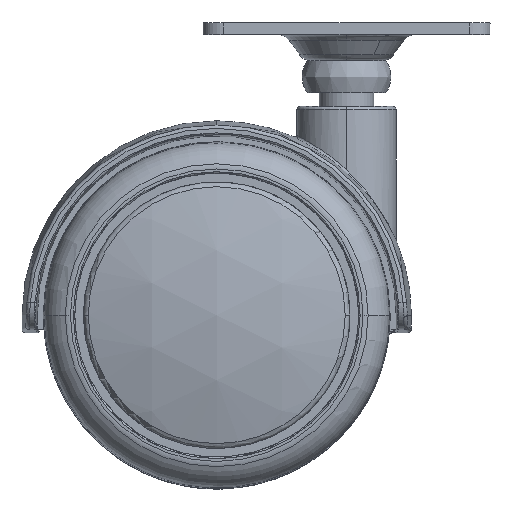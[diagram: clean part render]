
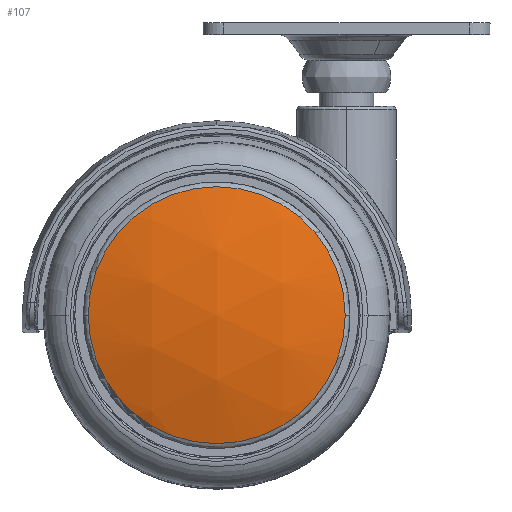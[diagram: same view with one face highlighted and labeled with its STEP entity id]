
A CAD part, top view. The second image highlights one B-rep face of the part: STEP entity #107.
In plain terms, the highlighted spherical face has radius 61.546 mm.
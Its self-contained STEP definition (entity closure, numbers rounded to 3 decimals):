
#107=ADVANCED_FACE('',(#310),#311,.T.);
#310=FACE_OUTER_BOUND('',#666,.T.);
#311=SPHERICAL_SURFACE('',#667,61.546);
#666=EDGE_LOOP('',(#2730,#2731));
#667=AXIS2_PLACEMENT_3D('',#2732,#2733,#2734);
#2730=ORIENTED_EDGE('',*,*,#3878,.T.);
#2731=ORIENTED_EDGE('',*,*,#3870,.T.);
#2732=CARTESIAN_POINT('',(0.0,0.,-34.146));
#2733=DIRECTION('',(1.0,0.0,0.0));
#2734=DIRECTION('',(0.0,-1.0,0.0));
#3870=EDGE_CURVE('',#4406,#4403,#4407,.T.);
#3878=EDGE_CURVE('',#4403,#4406,#4420,.T.);
#4403=VERTEX_POINT('',#5591);
#4406=VERTEX_POINT('',#5594);
#4407=CIRCLE('',#5595,18.804);
#4420=CIRCLE('',#5610,18.804);
#5591=CARTESIAN_POINT('',(-18.804,0.,24.457));
#5594=CARTESIAN_POINT('',(18.804,0.,24.457));
#5595=AXIS2_PLACEMENT_3D('',#7244,#7245,#7246);
#5610=AXIS2_PLACEMENT_3D('',#7264,#7265,#7266);
#7244=CARTESIAN_POINT('',(0.0,0.0,24.457));
#7245=DIRECTION('',(0.0,0.0,1.0));
#7246=DIRECTION('',(1.0,0.0,0.0));
#7264=CARTESIAN_POINT('',(0.0,0.0,24.457));
#7265=DIRECTION('',(0.0,0.0,1.0));
#7266=DIRECTION('',(1.0,0.0,0.0));
